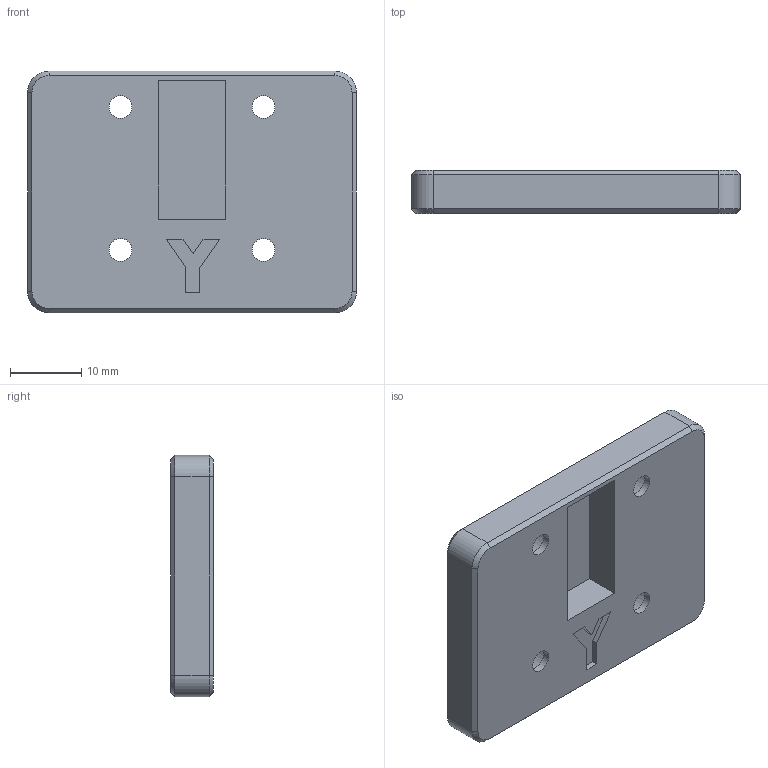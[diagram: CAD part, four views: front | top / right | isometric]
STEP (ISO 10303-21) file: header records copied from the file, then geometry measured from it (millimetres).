
FILE_DESCRIPTION(/* description */ (''),/* implementation_level */ '2;1');
FILE_NAME(/* name */ 'B-Y_Carriage_Cap_1515_2-B.stp',/* time_stamp */ '2020-09-16T20:16:02-07:00',/* author */ (''),/* organization */ (''),/* preprocessor_version */ 'ST-DEVELOPER v18.1',/* originating_system */ 'Autodesk Translation Framework v9.3.0.1241',/* authorisation */ '');
FILE_SCHEMA (('AUTOMOTIVE_DESIGN { 1 0 10303 214 3 1 1 }'));
Length unit declared in the file: millimetre
Products named in the file (1): Cap
Bounding box: 46 x 6 x 33.8 mm (x, y, z)
Volume: 7585.9 mm3; surface area: 4579.5 mm2
Topology: 1 solids, 1 shells, 57 faces, 131 edges, 82 vertices
Faces by surface type: plane 33, cone 12, cylinder 12
Full cylindrical faces by diameter (mm): 3.2 x4, 6.5 x4
Entity records: 1653 total; most frequent: DIRECTION 287, CARTESIAN_POINT 271, ORIENTED_EDGE 262, EDGE_CURVE 131, AXIS2_PLACEMENT_3D 98, LINE 91, VECTOR 91, VERTEX_POINT 82
